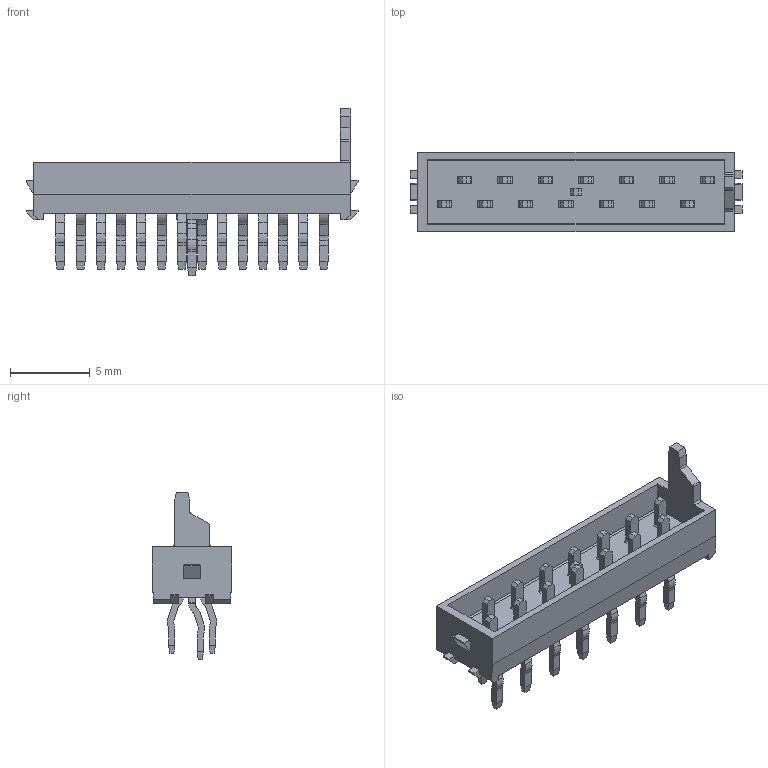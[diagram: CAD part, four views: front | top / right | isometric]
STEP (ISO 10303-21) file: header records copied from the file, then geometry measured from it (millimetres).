
FILE_DESCRIPTION( ( 'Unknown' ), '1' );
FILE_NAME( '690357101472.stp', 'Unknown', ( 'Unknown' ), ( 'Unknown' ), 'XStep 1.0', 'Unknown', ' ' );
FILE_SCHEMA( ( 'automotive_design' ) );
Length unit declared in the file: millimetre
Products named in the file (3): Assem1; Gehäuse; Pin
Bounding box: 20.81 x 5 x 10.5 mm (x, y, z)
Volume: 361.6 mm3; surface area: 1291.9 mm2
Topology: 17 solids, 17 shells, 1016 faces, 2814 edges, 1836 vertices
Faces by surface type: plane 794, cylinder 222
Entity records: 8524 total; most frequent: CARTESIAN_POINT 1458, ORIENTED_EDGE 1436, DIRECTION 1286, EDGE_CURVE 718, LINE 678, VECTOR 678, VERTEX_POINT 476, AXIS2_PLACEMENT_3D 304
